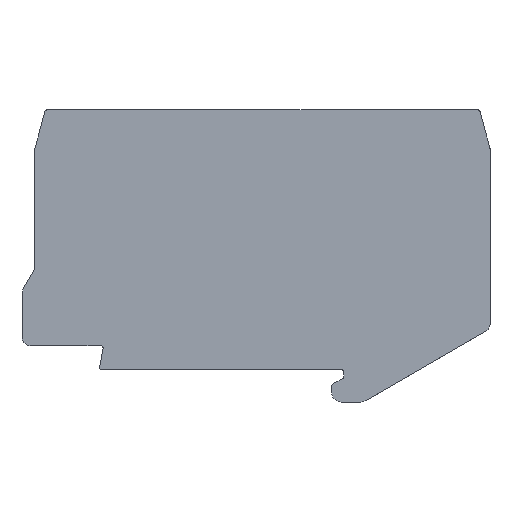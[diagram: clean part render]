
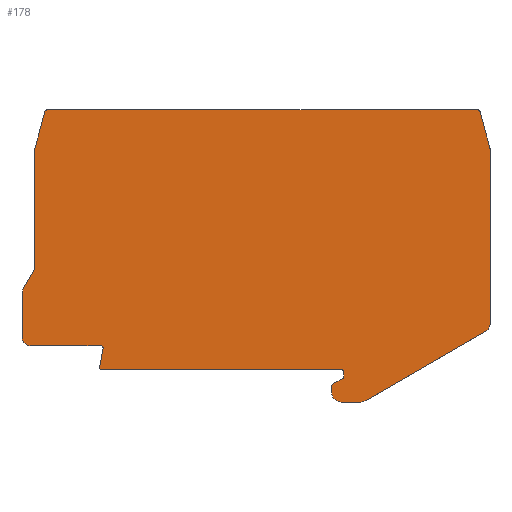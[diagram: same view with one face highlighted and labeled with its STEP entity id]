
A CAD part, top view. The second image highlights one B-rep face of the part: STEP entity #178.
In plain terms, the highlighted planar face has unit normal (0, 0, 1).
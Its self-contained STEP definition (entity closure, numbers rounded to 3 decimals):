
#119=CIRCLE('',#714,0.3);
#121=CIRCLE('',#718,2.);
#123=CIRCLE('',#722,2.);
#125=CIRCLE('',#726,1.3);
#127=CIRCLE('',#730,0.3);
#129=CIRCLE('',#734,0.3);
#131=CIRCLE('',#738,0.3);
#133=CIRCLE('',#742,0.3);
#135=CIRCLE('',#746,0.8);
#137=CIRCLE('',#750,1.5);
#139=CIRCLE('',#754,1.3);
#141=CIRCLE('',#758,1.3);
#143=CIRCLE('',#762,0.3);
#145=CIRCLE('',#766,0.3);
#147=CIRCLE('',#770,0.3);
#178=ADVANCED_FACE('',(#227),#195,.T.);
#195=PLANE('',#772);
#227=FACE_OUTER_BOUND('',#259,.T.);
#259=EDGE_LOOP('',(#381,#382,#383,#384,#385,#386,#387,#388,#389,#390,#391,
#392,#393,#394,#395,#396,#397,#398,#399,#400,#401,#402,#403,#404,#405,#406,
#407,#408,#409,#410));
#381=ORIENTED_EDGE('',*,*,#503,.T.);
#382=ORIENTED_EDGE('',*,*,#507,.T.);
#383=ORIENTED_EDGE('',*,*,#510,.T.);
#384=ORIENTED_EDGE('',*,*,#513,.T.);
#385=ORIENTED_EDGE('',*,*,#516,.T.);
#386=ORIENTED_EDGE('',*,*,#519,.T.);
#387=ORIENTED_EDGE('',*,*,#522,.T.);
#388=ORIENTED_EDGE('',*,*,#525,.T.);
#389=ORIENTED_EDGE('',*,*,#528,.T.);
#390=ORIENTED_EDGE('',*,*,#531,.T.);
#391=ORIENTED_EDGE('',*,*,#534,.T.);
#392=ORIENTED_EDGE('',*,*,#537,.T.);
#393=ORIENTED_EDGE('',*,*,#540,.T.);
#394=ORIENTED_EDGE('',*,*,#543,.T.);
#395=ORIENTED_EDGE('',*,*,#546,.T.);
#396=ORIENTED_EDGE('',*,*,#549,.T.);
#397=ORIENTED_EDGE('',*,*,#552,.T.);
#398=ORIENTED_EDGE('',*,*,#555,.T.);
#399=ORIENTED_EDGE('',*,*,#558,.T.);
#400=ORIENTED_EDGE('',*,*,#561,.T.);
#401=ORIENTED_EDGE('',*,*,#564,.T.);
#402=ORIENTED_EDGE('',*,*,#567,.T.);
#403=ORIENTED_EDGE('',*,*,#570,.T.);
#404=ORIENTED_EDGE('',*,*,#573,.T.);
#405=ORIENTED_EDGE('',*,*,#576,.T.);
#406=ORIENTED_EDGE('',*,*,#579,.T.);
#407=ORIENTED_EDGE('',*,*,#582,.T.);
#408=ORIENTED_EDGE('',*,*,#585,.T.);
#409=ORIENTED_EDGE('',*,*,#588,.T.);
#410=ORIENTED_EDGE('',*,*,#590,.T.);
#443=VERTEX_POINT('',#965);
#444=VERTEX_POINT('',#967);
#446=VERTEX_POINT('',#973);
#448=VERTEX_POINT('',#979);
#450=VERTEX_POINT('',#985);
#452=VERTEX_POINT('',#991);
#454=VERTEX_POINT('',#997);
#456=VERTEX_POINT('',#1003);
#458=VERTEX_POINT('',#1009);
#460=VERTEX_POINT('',#1015);
#462=VERTEX_POINT('',#1021);
#464=VERTEX_POINT('',#1027);
#466=VERTEX_POINT('',#1033);
#468=VERTEX_POINT('',#1039);
#470=VERTEX_POINT('',#1045);
#472=VERTEX_POINT('',#1051);
#474=VERTEX_POINT('',#1057);
#476=VERTEX_POINT('',#1063);
#478=VERTEX_POINT('',#1069);
#480=VERTEX_POINT('',#1075);
#482=VERTEX_POINT('',#1081);
#484=VERTEX_POINT('',#1087);
#486=VERTEX_POINT('',#1093);
#488=VERTEX_POINT('',#1099);
#490=VERTEX_POINT('',#1105);
#492=VERTEX_POINT('',#1111);
#494=VERTEX_POINT('',#1117);
#496=VERTEX_POINT('',#1123);
#498=VERTEX_POINT('',#1129);
#500=VERTEX_POINT('',#1135);
#503=EDGE_CURVE('',#444,#443,#593,.T.);
#507=EDGE_CURVE('',#443,#446,#119,.T.);
#510=EDGE_CURVE('',#446,#448,#598,.T.);
#513=EDGE_CURVE('',#448,#450,#121,.T.);
#516=EDGE_CURVE('',#450,#452,#602,.T.);
#519=EDGE_CURVE('',#452,#454,#123,.T.);
#522=EDGE_CURVE('',#454,#456,#606,.T.);
#525=EDGE_CURVE('',#456,#458,#125,.T.);
#528=EDGE_CURVE('',#458,#460,#610,.T.);
#531=EDGE_CURVE('',#460,#462,#127,.T.);
#534=EDGE_CURVE('',#462,#464,#614,.T.);
#537=EDGE_CURVE('',#464,#466,#129,.T.);
#540=EDGE_CURVE('',#466,#468,#618,.T.);
#543=EDGE_CURVE('',#468,#470,#131,.T.);
#546=EDGE_CURVE('',#470,#472,#622,.T.);
#549=EDGE_CURVE('',#472,#474,#133,.T.);
#552=EDGE_CURVE('',#474,#476,#626,.T.);
#555=EDGE_CURVE('',#476,#478,#135,.T.);
#558=EDGE_CURVE('',#478,#480,#630,.T.);
#561=EDGE_CURVE('',#480,#482,#137,.T.);
#564=EDGE_CURVE('',#482,#484,#634,.T.);
#567=EDGE_CURVE('',#484,#486,#139,.T.);
#570=EDGE_CURVE('',#486,#488,#638,.T.);
#573=EDGE_CURVE('',#488,#490,#141,.T.);
#576=EDGE_CURVE('',#490,#492,#642,.T.);
#579=EDGE_CURVE('',#492,#494,#143,.T.);
#582=EDGE_CURVE('',#494,#496,#646,.T.);
#585=EDGE_CURVE('',#496,#498,#145,.T.);
#588=EDGE_CURVE('',#498,#500,#650,.T.);
#590=EDGE_CURVE('',#500,#444,#147,.T.);
#593=LINE('',#966,#653);
#598=LINE('',#980,#658);
#602=LINE('',#992,#662);
#606=LINE('',#1004,#666);
#610=LINE('',#1016,#670);
#614=LINE('',#1028,#674);
#618=LINE('',#1040,#678);
#622=LINE('',#1052,#682);
#626=LINE('',#1064,#686);
#630=LINE('',#1076,#690);
#634=LINE('',#1088,#694);
#638=LINE('',#1100,#698);
#642=LINE('',#1112,#702);
#646=LINE('',#1124,#706);
#650=LINE('',#1136,#710);
#653=VECTOR('',#778,1.);
#658=VECTOR('',#791,1.);
#662=VECTOR('',#803,1.);
#666=VECTOR('',#815,1.);
#670=VECTOR('',#827,1.);
#674=VECTOR('',#839,1.);
#678=VECTOR('',#851,1.);
#682=VECTOR('',#863,1.);
#686=VECTOR('',#875,1.);
#690=VECTOR('',#887,1.);
#694=VECTOR('',#899,1.);
#698=VECTOR('',#911,1.);
#702=VECTOR('',#923,1.);
#706=VECTOR('',#935,1.);
#710=VECTOR('',#947,1.);
#714=AXIS2_PLACEMENT_3D('',#974,#785,#786);
#718=AXIS2_PLACEMENT_3D('',#986,#797,#798);
#722=AXIS2_PLACEMENT_3D('',#998,#809,#810);
#726=AXIS2_PLACEMENT_3D('',#1010,#821,#822);
#730=AXIS2_PLACEMENT_3D('',#1022,#833,#834);
#734=AXIS2_PLACEMENT_3D('',#1034,#845,#846);
#738=AXIS2_PLACEMENT_3D('',#1046,#857,#858);
#742=AXIS2_PLACEMENT_3D('',#1058,#869,#870);
#746=AXIS2_PLACEMENT_3D('',#1070,#881,#882);
#750=AXIS2_PLACEMENT_3D('',#1082,#893,#894);
#754=AXIS2_PLACEMENT_3D('',#1094,#905,#906);
#758=AXIS2_PLACEMENT_3D('',#1106,#917,#918);
#762=AXIS2_PLACEMENT_3D('',#1118,#929,#930);
#766=AXIS2_PLACEMENT_3D('',#1130,#941,#942);
#770=AXIS2_PLACEMENT_3D('',#1139,#952,#953);
#772=AXIS2_PLACEMENT_3D('',#1141,#956,#957);
#778=DIRECTION('',(-0.259,-0.966,0.));
#785=DIRECTION('',(0.,0.,1.));
#786=DIRECTION('',(-0.966,0.259,0.));
#791=DIRECTION('',(0.,-1.,0.));
#797=DIRECTION('',(0.,0.,-1.));
#798=DIRECTION('',(1.,0.,0.));
#803=DIRECTION('',(-0.5,-0.866,0.));
#809=DIRECTION('',(0.,0.,1.));
#810=DIRECTION('',(-0.866,0.5,0.));
#815=DIRECTION('',(0.,-1.,0.));
#821=DIRECTION('',(0.,0.,1.));
#822=DIRECTION('',(-1.,0.,0.));
#827=DIRECTION('',(1.,0.,0.));
#833=DIRECTION('',(0.,0.,-1.));
#834=DIRECTION('',(0.,1.,0.));
#839=DIRECTION('',(-0.174,-0.985,0.));
#845=DIRECTION('',(0.,0.,1.));
#846=DIRECTION('',(-0.985,0.174,0.));
#851=DIRECTION('',(1.,0.,0.));
#857=DIRECTION('',(0.,0.,-1.));
#858=DIRECTION('',(0.,1.,0.));
#863=DIRECTION('',(0.,-1.,0.));
#869=DIRECTION('',(0.,0.,-1.));
#870=DIRECTION('',(1.,0.,0.));
#875=DIRECTION('',(-0.906,-0.423,0.));
#881=DIRECTION('',(0.,0.,1.));
#882=DIRECTION('',(-0.423,0.906,0.));
#887=DIRECTION('',(0.,-1.,0.));
#893=DIRECTION('',(0.,0.,1.));
#894=DIRECTION('',(-1.,0.,0.));
#899=DIRECTION('',(1.,0.,0.));
#905=DIRECTION('',(0.,0.,1.));
#906=DIRECTION('',(0.,-1.,0.));
#911=DIRECTION('',(0.866,0.5,0.));
#917=DIRECTION('',(0.,0.,1.));
#918=DIRECTION('',(0.5,-0.866,0.));
#923=DIRECTION('',(0.,1.,0.));
#929=DIRECTION('',(0.,0.,1.));
#930=DIRECTION('',(1.,0.,0.));
#935=DIRECTION('',(-0.259,0.966,0.));
#941=DIRECTION('',(0.,0.,1.));
#942=DIRECTION('',(0.966,0.259,0.));
#947=DIRECTION('',(-1.,0.,0.));
#952=DIRECTION('',(0.,0.,1.));
#953=DIRECTION('',(0.,1.,0.));
#956=DIRECTION('',(0.,0.,1.));
#957=DIRECTION('',(1.,0.,0.));
#965=CARTESIAN_POINT('',(-30.19,34.567,0.));
#966=CARTESIAN_POINT('',(-28.66,40.278,0.));
#967=CARTESIAN_POINT('',(-28.66,40.278,0.));
#973=CARTESIAN_POINT('',(-30.2,34.489,0.));
#974=CARTESIAN_POINT('',(-29.9,34.489,0.));
#979=CARTESIAN_POINT('',(-30.2,16.5,0.));
#980=CARTESIAN_POINT('',(-30.2,34.489,0.));
#985=CARTESIAN_POINT('',(-30.468,15.5,0.));
#986=CARTESIAN_POINT('',(-32.2,16.5,0.));
#991=CARTESIAN_POINT('',(-31.932,12.964,0.));
#992=CARTESIAN_POINT('',(-30.468,15.5,0.));
#997=CARTESIAN_POINT('',(-32.2,11.964,0.));
#998=CARTESIAN_POINT('',(-30.2,11.964,0.));
#1003=CARTESIAN_POINT('',(-32.2,5.3,0.));
#1004=CARTESIAN_POINT('',(-32.2,11.964,0.));
#1009=CARTESIAN_POINT('',(-30.9,4.,0.));
#1010=CARTESIAN_POINT('',(-30.9,5.3,0.));
#1015=CARTESIAN_POINT('',(-19.958,4.,0.));
#1016=CARTESIAN_POINT('',(-30.9,4.,0.));
#1021=CARTESIAN_POINT('',(-19.662,3.648,0.));
#1022=CARTESIAN_POINT('',(-19.958,3.7,0.));
#1027=CARTESIAN_POINT('',(-20.19,0.652,0.));
#1028=CARTESIAN_POINT('',(-19.662,3.648,0.));
#1033=CARTESIAN_POINT('',(-19.895,0.3,0.));
#1034=CARTESIAN_POINT('',(-19.895,0.6,0.));
#1039=CARTESIAN_POINT('',(17.25,0.3,0.));
#1040=CARTESIAN_POINT('',(-19.895,0.3,0.));
#1045=CARTESIAN_POINT('',(17.55,0.,0.));
#1046=CARTESIAN_POINT('',(17.25,0.,0.));
#1051=CARTESIAN_POINT('',(17.55,-0.846,0.));
#1052=CARTESIAN_POINT('',(17.55,0.,0.));
#1057=CARTESIAN_POINT('',(17.377,-1.118,0.));
#1058=CARTESIAN_POINT('',(17.25,-0.846,0.));
#1063=CARTESIAN_POINT('',(16.162,-1.685,0.));
#1064=CARTESIAN_POINT('',(17.377,-1.118,0.));
#1069=CARTESIAN_POINT('',(15.7,-2.41,0.));
#1070=CARTESIAN_POINT('',(16.5,-2.41,0.));
#1075=CARTESIAN_POINT('',(15.7,-3.2,0.));
#1076=CARTESIAN_POINT('',(15.7,-2.41,0.));
#1081=CARTESIAN_POINT('',(17.2,-4.7,0.));
#1082=CARTESIAN_POINT('',(17.2,-3.2,0.));
#1087=CARTESIAN_POINT('',(20.232,-4.7,0.));
#1088=CARTESIAN_POINT('',(17.2,-4.7,0.));
#1093=CARTESIAN_POINT('',(20.882,-4.526,0.));
#1094=CARTESIAN_POINT('',(20.232,-3.4,0.));
#1099=CARTESIAN_POINT('',(39.55,6.252,0.));
#1100=CARTESIAN_POINT('',(20.882,-4.526,0.));
#1105=CARTESIAN_POINT('',(40.2,7.378,0.));
#1106=CARTESIAN_POINT('',(38.9,7.378,0.));
#1111=CARTESIAN_POINT('',(40.2,34.489,0.));
#1112=CARTESIAN_POINT('',(40.2,7.378,0.));
#1117=CARTESIAN_POINT('',(40.19,34.567,0.));
#1118=CARTESIAN_POINT('',(39.9,34.489,0.));
#1123=CARTESIAN_POINT('',(38.66,40.278,0.));
#1124=CARTESIAN_POINT('',(40.19,34.567,0.));
#1129=CARTESIAN_POINT('',(38.37,40.5,0.));
#1130=CARTESIAN_POINT('',(38.37,40.2,0.));
#1135=CARTESIAN_POINT('',(-28.37,40.5,0.));
#1136=CARTESIAN_POINT('',(38.37,40.5,0.));
#1139=CARTESIAN_POINT('',(-28.37,40.2,0.));
#1141=CARTESIAN_POINT('',(-29.9,34.489,0.));
